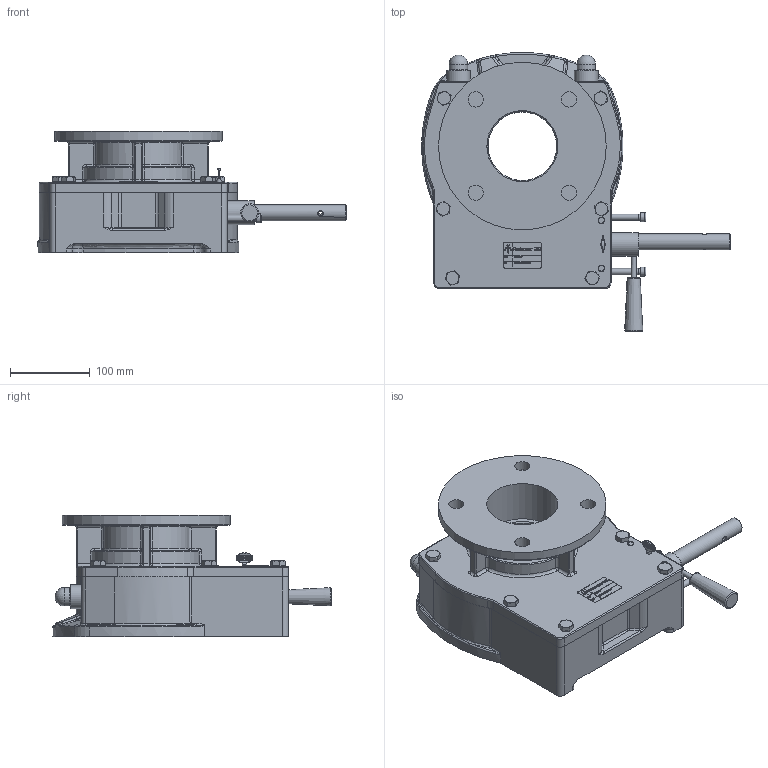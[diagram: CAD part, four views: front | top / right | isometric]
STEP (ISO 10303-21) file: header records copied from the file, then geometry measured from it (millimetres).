
FILE_DESCRIPTION((''),'2;1');
FILE_NAME('M15SD_Web_Version.stp','2008-07-14T11:11:17',('600004819'),(''),'Autodesk Inventor 11','Autodesk Inventor 11','');
FILE_SCHEMA(('AUTOMOTIVE_DESIGN { 1 0 10303 214 1 1 1 1 }'));
Length unit declared in the file: inch
Products named in the file (1): M15SD_Web_Version
Bounding box: 385.87 x 348.95 x 151.99 mm (x, y, z)
Volume: 5417737.9 mm3; surface area: 401518.2 mm2
Topology: 1 solids, 7 shells, 1574 faces, 4104 edges, 2622 vertices
Faces by surface type: plane 665, bspline 628, cylinder 177, cone 64, torus 38, sphere 2
Full cylindrical faces by diameter (mm): 4.978 x2, 6 x2, 6.198 x1, 6.223 x1, 7.366 x2, 7.899 x2, 11.125 x2, 14.63 x6, 19.96 x1, 23 x2, 29.6 x2, 29.718 x5, 30 x4, 113.03 x2, 114.935 x2, 115 x1, 210.007 x1
Entity records: 62945 total; most frequent: CARTESIAN_POINT 29114, ORIENTED_EDGE 7894, DIRECTION 5178, EDGE_CURVE 3947, VERTEX_POINT 2591, VECTOR 2078, LINE 2078, EDGE_LOOP 1801
